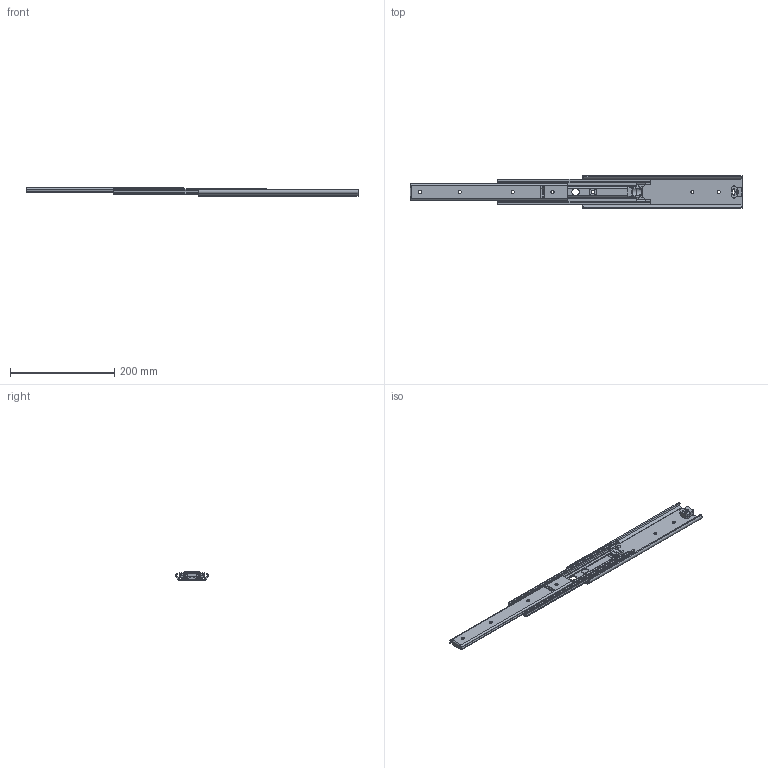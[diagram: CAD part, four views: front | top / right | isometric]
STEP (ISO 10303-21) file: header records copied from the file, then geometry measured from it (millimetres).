
FILE_DESCRIPTION (( 'STEP AP203' ), '1' );
FILE_NAME ('C630-12.STEP', '2020-05-25T06:56:40', ( '' ), ( '' ), 'SwSTEP 2.0', 'SolidWorks 2019', '' );
FILE_SCHEMA (( 'CONFIG_CONTROL_DESIGN' ));
Length unit declared in the file: millimetre
Products named in the file (9): PN48B; C630-12 OM; PN20E; PN161A; C630-12 IM; C630-12; C630-12 CM; PN68; PN160A
Assembly tree (10 placements, depth 2):
  C630-12
    C630-12 OM
    PN161A  x2
    PN20E
    C630-12 CM
    PN160A  x2
    PN48B
    C630-12 IM
    PN68
Bounding box: 636.18 x 63 x 16 mm (x, y, z)
Volume: 122892.1 mm3; surface area: 139392.7 mm2
Topology: 10 solids, 10 shells, 640 faces, 1851 edges, 1221 vertices
Faces by surface type: plane 395, cylinder 243, cone 2
Entity records: 20580 total; most frequent: CARTESIAN_POINT 3837, ORIENTED_EDGE 3420, DIRECTION 3214, EDGE_CURVE 1710, VECTOR 1186, LINE 1186, VERTEX_POINT 1127, AXIS2_PLACEMENT_3D 1014
